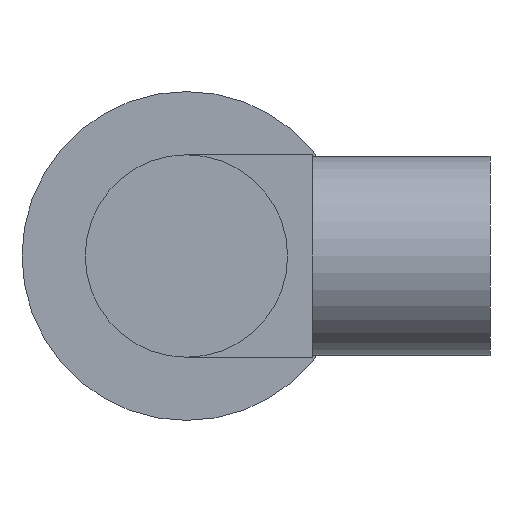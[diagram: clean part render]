
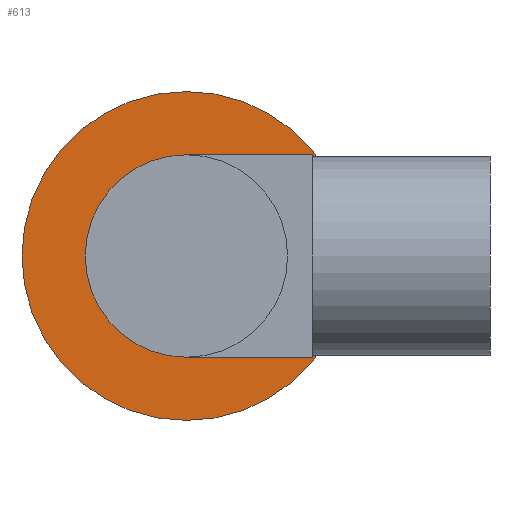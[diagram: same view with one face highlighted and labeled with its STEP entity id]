
A CAD part, left-side view. The second image highlights one B-rep face of the part: STEP entity #613.
In plain terms, the highlighted planar face has unit normal (-1, 0, 0).
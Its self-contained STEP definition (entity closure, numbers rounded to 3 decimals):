
#3 = DIRECTION ( 'NONE',  ( 1., 0., 0. ) ) ;
#7 = ORIENTED_EDGE ( 'NONE', *, *, #590, .T. ) ;
#8 = EDGE_LOOP ( 'NONE', ( #555, #92 ) ) ;
#25 = VERTEX_POINT ( 'NONE', #86 ) ;
#28 = EDGE_CURVE ( 'NONE', #25, #319, #118, .T. ) ;
#42 = PLANE ( 'NONE',  #639 ) ;
#44 = CARTESIAN_POINT ( 'NONE',  ( 103.2, 0., 13. ) ) ;
#50 = DIRECTION ( 'NONE',  ( 0., 0., 1. ) ) ;
#54 = DIRECTION ( 'NONE',  ( 0., 0., -1. ) ) ;
#63 = AXIS2_PLACEMENT_3D ( 'NONE', #494, #234, #591 ) ;
#86 = CARTESIAN_POINT ( 'NONE',  ( 103.2, 0., 8. ) ) ;
#92 = ORIENTED_EDGE ( 'NONE', *, *, #376, .F. ) ;
#100 = CARTESIAN_POINT ( 'NONE',  ( 103.2, 0., 0. ) ) ;
#118 = CIRCLE ( 'NONE', #63, 8. ) ;
#149 = DIRECTION ( 'NONE',  ( 0., 0., 1. ) ) ;
#157 = ORIENTED_EDGE ( 'NONE', *, *, #236, .T. ) ;
#159 = CARTESIAN_POINT ( 'NONE',  ( 103.2, 0., -13. ) ) ;
#160 = EDGE_LOOP ( 'NONE', ( #7, #157 ) ) ;
#234 = DIRECTION ( 'NONE',  ( -1., 0., 0. ) ) ;
#236 = EDGE_CURVE ( 'NONE', #335, #654, #539, .T. ) ;
#241 = FACE_OUTER_BOUND ( 'NONE', #160, .T. ) ;
#310 = CARTESIAN_POINT ( 'NONE',  ( 103.2, 0., -8. ) ) ;
#319 = VERTEX_POINT ( 'NONE', #310 ) ;
#321 = AXIS2_PLACEMENT_3D ( 'NONE', #377, #486, #487 ) ;
#333 = AXIS2_PLACEMENT_3D ( 'NONE', #458, #605, #149 ) ;
#335 = VERTEX_POINT ( 'NONE', #159 ) ;
#376 = EDGE_CURVE ( 'NONE', #319, #25, #651, .T. ) ;
#377 = CARTESIAN_POINT ( 'NONE',  ( 103.2, 0., 0. ) ) ;
#458 = CARTESIAN_POINT ( 'NONE',  ( 103.2, 0., 0. ) ) ;
#486 = DIRECTION ( 'NONE',  ( -1., 0., 0. ) ) ;
#487 = DIRECTION ( 'NONE',  ( 0., 0., 1. ) ) ;
#494 = CARTESIAN_POINT ( 'NONE',  ( 103.2, 0., 0. ) ) ;
#520 = CIRCLE ( 'NONE', #333, 13. ) ;
#539 = CIRCLE ( 'NONE', #619, 13. ) ;
#553 = FACE_BOUND ( 'NONE', #8, .T. ) ;
#555 = ORIENTED_EDGE ( 'NONE', *, *, #28, .F. ) ;
#590 = EDGE_CURVE ( 'NONE', #654, #335, #520, .T. ) ;
#591 = DIRECTION ( 'NONE',  ( 0., 0., 1. ) ) ;
#605 = DIRECTION ( 'NONE',  ( -1., 0., 0. ) ) ;
#613 = ADVANCED_FACE ( 'NONE', ( #553, #241 ), #42, .F. ) ;
#618 = DIRECTION ( 'NONE',  ( -1., 0., 0. ) ) ;
#619 = AXIS2_PLACEMENT_3D ( 'NONE', #100, #618, #50 ) ;
#639 = AXIS2_PLACEMENT_3D ( 'NONE', #644, #3, #54 ) ;
#644 = CARTESIAN_POINT ( 'NONE',  ( 103.2, 8., 0. ) ) ;
#651 = CIRCLE ( 'NONE', #321, 8. ) ;
#654 = VERTEX_POINT ( 'NONE', #44 ) ;
